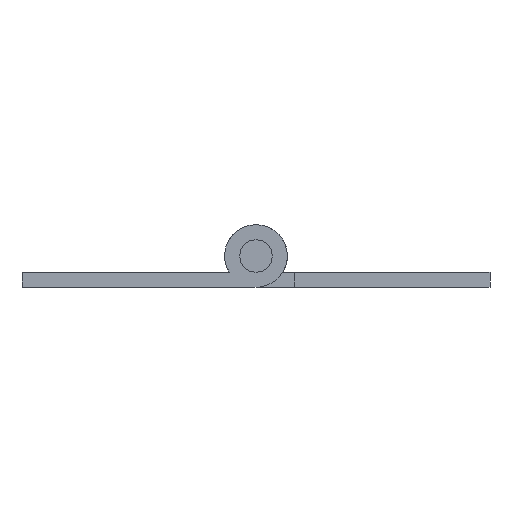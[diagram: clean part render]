
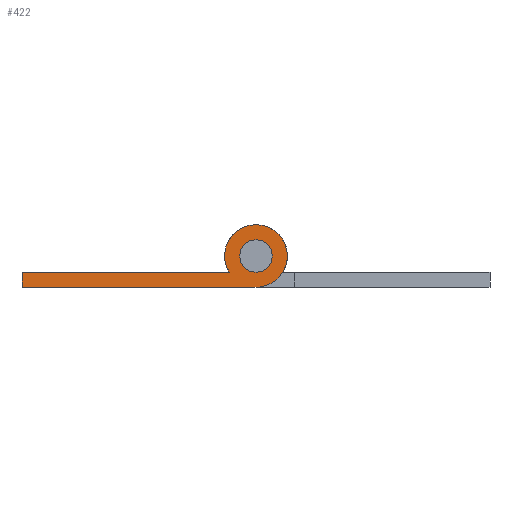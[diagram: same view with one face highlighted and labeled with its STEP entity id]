
A CAD part, front view. The second image highlights one B-rep face of the part: STEP entity #422.
In plain terms, the highlighted planar face has unit normal (0, -1, 0).
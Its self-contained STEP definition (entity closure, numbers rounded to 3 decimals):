
#407 = EDGE_CURVE ( 'NONE', #427, #491, #7871, .T. ) ;
#408 = EDGE_LOOP ( 'NONE', ( #409, #410 ) ) ;
#409 = ORIENTED_EDGE ( 'NONE', *, *, #7024, .T. ) ;
#410 = ORIENTED_EDGE ( 'NONE', *, *, #411, .T. ) ;
#411 = EDGE_CURVE ( 'NONE', #7022, #7025, #7863, .T. ) ;
#422 = ADVANCED_FACE ( 'NONE', ( #7909, #7908 ), #7907, .F. ) ;
#423 = EDGE_LOOP ( 'NONE', ( #424, #428, #431, #492 ) ) ;
#424 = ORIENTED_EDGE ( 'NONE', *, *, #425, .F. ) ;
#425 = EDGE_CURVE ( 'NONE', #426, #427, #7902, .T. ) ;
#426 = VERTEX_POINT ( 'NONE', #7898 ) ;
#427 = VERTEX_POINT ( 'NONE', #7897 ) ;
#428 = ORIENTED_EDGE ( 'NONE', *, *, #429, .F. ) ;
#429 = EDGE_CURVE ( 'NONE', #430, #426, #7896, .T. ) ;
#430 = VERTEX_POINT ( 'NONE', #7892 ) ;
#431 = ORIENTED_EDGE ( 'NONE', *, *, #490, .F. ) ;
#490 = EDGE_CURVE ( 'NONE', #491, #430, #8043, .T. ) ;
#491 = VERTEX_POINT ( 'NONE', #8038 ) ;
#492 = ORIENTED_EDGE ( 'NONE', *, *, #407, .F. ) ;
#7022 = VERTEX_POINT ( 'NONE', #18345 ) ;
#7024 = EDGE_CURVE ( 'NONE', #7025, #7022, #18344, .T. ) ;
#7025 = VERTEX_POINT ( 'NONE', #18339 ) ;
#7859 = DIRECTION ( 'NONE',  ( 0., 0., 1. ) ) ;
#7860 = DIRECTION ( 'NONE',  ( 0., 1., 0. ) ) ;
#7861 = CARTESIAN_POINT ( 'NONE',  ( 0., -900., 0. ) ) ;
#7862 = AXIS2_PLACEMENT_3D ( 'NONE', #7861, #7860, #7859 ) ;
#7863 = CIRCLE ( 'NONE', #7862, 1.75 ) ;
#7864 = DIRECTION ( 'NONE',  ( 1., 0., 0. ) ) ;
#7865 = VECTOR ( 'NONE', #7864, 1000. ) ;
#7866 = CARTESIAN_POINT ( 'NONE',  ( -2.857, -900., -1.75 ) ) ;
#7871 = LINE ( 'NONE', #7866, #7865 ) ;
#7892 = CARTESIAN_POINT ( 'NONE',  ( 0., -900., -3.35 ) ) ;
#7893 = DIRECTION ( 'NONE',  ( -1., 0., 0. ) ) ;
#7894 = VECTOR ( 'NONE', #7893, 1000. ) ;
#7895 = CARTESIAN_POINT ( 'NONE',  ( -25., -900., -3.35 ) ) ;
#7896 = LINE ( 'NONE', #7895, #7894 ) ;
#7897 = CARTESIAN_POINT ( 'NONE',  ( -25., -900., -1.75 ) ) ;
#7898 = CARTESIAN_POINT ( 'NONE',  ( -25., -900., -3.35 ) ) ;
#7899 = DIRECTION ( 'NONE',  ( 0., 0., 1. ) ) ;
#7900 = VECTOR ( 'NONE', #7899, 1000. ) ;
#7901 = CARTESIAN_POINT ( 'NONE',  ( -25., -900., -1.75 ) ) ;
#7902 = LINE ( 'NONE', #7901, #7900 ) ;
#7903 = DIRECTION ( 'NONE',  ( 0., 0., 1. ) ) ;
#7904 = DIRECTION ( 'NONE',  ( 0., 1., 0. ) ) ;
#7905 = CARTESIAN_POINT ( 'NONE',  ( 0., -900., 0. ) ) ;
#7906 = AXIS2_PLACEMENT_3D ( 'NONE', #7905, #7904, #7903 ) ;
#7907 = PLANE ( 'NONE',  #7906 ) ;
#7908 = FACE_BOUND ( 'NONE', #408, .T. ) ;
#7909 = FACE_OUTER_BOUND ( 'NONE', #423, .T. ) ;
#8038 = CARTESIAN_POINT ( 'NONE',  ( -2.857, -900., -1.75 ) ) ;
#8039 = DIRECTION ( 'NONE',  ( 0., 0., 1. ) ) ;
#8040 = DIRECTION ( 'NONE',  ( 0., 1., 0. ) ) ;
#8041 = CARTESIAN_POINT ( 'NONE',  ( 0., -900., 0. ) ) ;
#8042 = AXIS2_PLACEMENT_3D ( 'NONE', #8041, #8040, #8039 ) ;
#8043 = CIRCLE ( 'NONE', #8042, 3.35 ) ;
#18339 = CARTESIAN_POINT ( 'NONE',  ( 0., -900., -1.75 ) ) ;
#18340 = DIRECTION ( 'NONE',  ( 0., 0., 1. ) ) ;
#18341 = DIRECTION ( 'NONE',  ( 0., 1., 0. ) ) ;
#18342 = CARTESIAN_POINT ( 'NONE',  ( 0., -900., 0. ) ) ;
#18343 = AXIS2_PLACEMENT_3D ( 'NONE', #18342, #18341, #18340 ) ;
#18344 = CIRCLE ( 'NONE', #18343, 1.75 ) ;
#18345 = CARTESIAN_POINT ( 'NONE',  ( 0., -900., 1.75 ) ) ;
